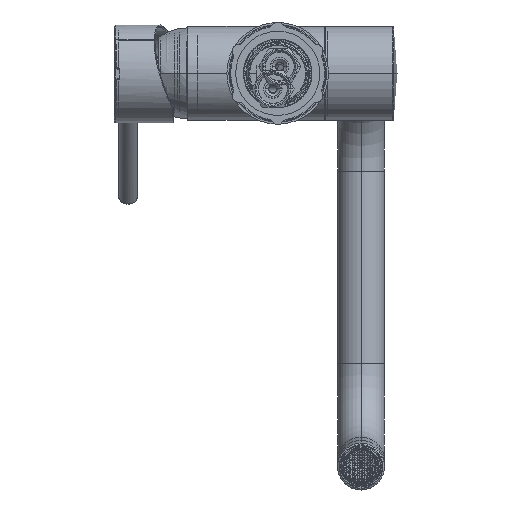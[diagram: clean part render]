
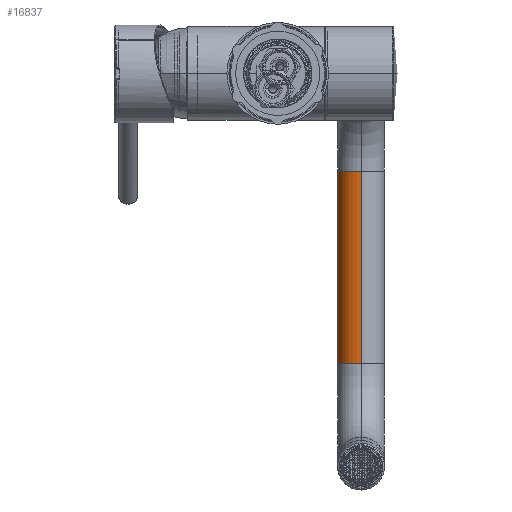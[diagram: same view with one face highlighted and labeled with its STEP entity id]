
A CAD part, left-side view. The second image highlights one B-rep face of the part: STEP entity #16837.
In plain terms, the highlighted cylindrical face has radius 12 mm (diameter 24 mm), a partial arc.
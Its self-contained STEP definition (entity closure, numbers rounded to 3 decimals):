
#16011=DIRECTION('',(-1.,0.,0.));
#16012=VECTOR('',#16011,98.234);
#16013=CARTESIAN_POINT('',(148.234,224.,0.));
#16014=LINE('',#16013,#16012);
#16043=CARTESIAN_POINT('',(148.234,236.,0.));
#16044=DIRECTION('',(-1.,0.,0.));
#16045=DIRECTION('',(0.,1.,0.));
#16046=AXIS2_PLACEMENT_3D('',#16043,#16044,#16045);
#16048=DIRECTION('',(-1.,0.,0.));
#16049=VECTOR('',#16048,98.234);
#16050=CARTESIAN_POINT('',(148.234,248.,0.));
#16051=LINE('',#16050,#16049);
#16052=CARTESIAN_POINT('',(50.,236.,0.));
#16053=DIRECTION('',(-1.,0.,0.));
#16054=DIRECTION('',(0.,1.,0.));
#16055=AXIS2_PLACEMENT_3D('',#16052,#16053,#16054);
#16120=CARTESIAN_POINT('',(148.234,224.,0.));
#16121=CARTESIAN_POINT('',(148.234,248.,0.));
#16122=VERTEX_POINT('',#16120);
#16123=VERTEX_POINT('',#16121);
#16128=CARTESIAN_POINT('',(50.,224.,0.));
#16129=CARTESIAN_POINT('',(50.,248.,0.));
#16130=VERTEX_POINT('',#16128);
#16131=VERTEX_POINT('',#16129);
#16825=CARTESIAN_POINT('',(148.234,236.,0.));
#16826=DIRECTION('',(-1.,0.,0.));
#16827=DIRECTION('',(0.,-1.,0.));
#16828=AXIS2_PLACEMENT_3D('',#16825,#16826,#16827);
#16829=CYLINDRICAL_SURFACE('',#16828,12.);
#16830=ORIENTED_EDGE('',*,*,#16819,.F.);
#16831=ORIENTED_EDGE('',*,*,#16765,.T.);
#16833=ORIENTED_EDGE('',*,*,#16832,.T.);
#16834=ORIENTED_EDGE('',*,*,#16762,.F.);
#16835=EDGE_LOOP('',(#16830,#16831,#16833,#16834));
#16836=FACE_OUTER_BOUND('',#16835,.F.);
#16837=ADVANCED_FACE('',(#16836),#16829,.T.);
#16047=CIRCLE('',#16046,12.);
#16056=CIRCLE('',#16055,12.);
#16762=EDGE_CURVE('',#16122,#16130,#16014,.T.);
#16765=EDGE_CURVE('',#16123,#16131,#16051,.T.);
#16819=EDGE_CURVE('',#16123,#16122,#16047,.T.);
#16832=EDGE_CURVE('',#16131,#16130,#16056,.T.);
